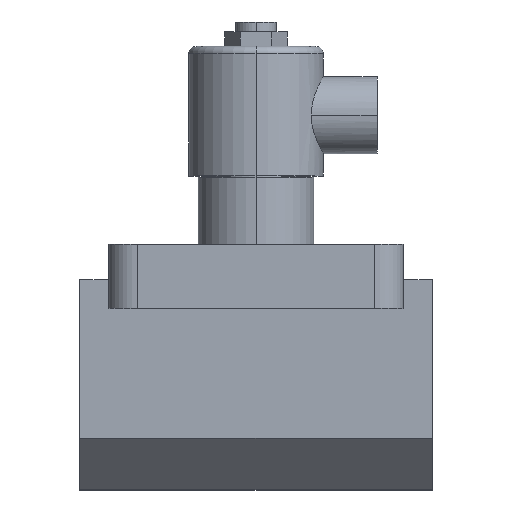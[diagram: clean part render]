
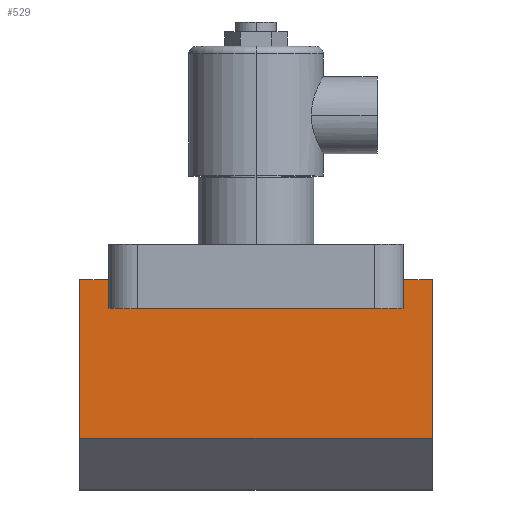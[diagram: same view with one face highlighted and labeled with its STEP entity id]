
A CAD part, top view. The second image highlights one B-rep face of the part: STEP entity #529.
In plain terms, the highlighted planar face has unit normal (0, 0, 1).
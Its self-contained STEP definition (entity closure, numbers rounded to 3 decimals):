
#20 = PLANE ( 'NONE',  #961 ) ;
#141 = DIRECTION ( 'NONE',  ( 0., 0., -1. ) ) ;
#163 = VERTEX_POINT ( 'NONE', #1185 ) ;
#178 = VECTOR ( 'NONE', #843, 1000. ) ;
#202 = EDGE_CURVE ( 'NONE', #163, #1029, #1454, .T. ) ;
#206 = DIRECTION ( 'NONE',  ( 0., -1., 0. ) ) ;
#226 = CARTESIAN_POINT ( 'NONE',  ( -55., -24.8, 27.5 ) ) ;
#282 = CARTESIAN_POINT ( 'NONE',  ( -46., -24.8, 27.5 ) ) ;
#298 = EDGE_CURVE ( 'NONE', #1318, #1204, #369, .T. ) ;
#313 = CARTESIAN_POINT ( 'NONE',  ( 55., -74.3, 27.5 ) ) ;
#369 = LINE ( 'NONE', #1463, #1711 ) ;
#375 = ORIENTED_EDGE ( 'NONE', *, *, #1795, .F. ) ;
#383 = DIRECTION ( 'NONE',  ( -1., 0., 0. ) ) ;
#417 = LINE ( 'NONE', #1691, #1237 ) ;
#449 = DIRECTION ( 'NONE',  ( 0., 1., 0. ) ) ;
#459 = DIRECTION ( 'NONE',  ( 0., 1., 0. ) ) ;
#470 = VERTEX_POINT ( 'NONE', #1221 ) ;
#481 = DIRECTION ( 'NONE',  ( -1., 0., 0. ) ) ;
#529 = ADVANCED_FACE ( 'NONE', ( #1427 ), #20, .F. ) ;
#545 = CARTESIAN_POINT ( 'NONE',  ( 46., -33.8, 27.5 ) ) ;
#573 = LINE ( 'NONE', #712, #178 ) ;
#574 = ORIENTED_EDGE ( 'NONE', *, *, #1517, .T. ) ;
#579 = CARTESIAN_POINT ( 'NONE',  ( 55., -24.8, 27.5 ) ) ;
#646 = CARTESIAN_POINT ( 'NONE',  ( 55., -74.3, 27.5 ) ) ;
#665 = LINE ( 'NONE', #226, #1174 ) ;
#695 = VECTOR ( 'NONE', #383, 1000. ) ;
#712 = CARTESIAN_POINT ( 'NONE',  ( 55., -24.8, 27.5 ) ) ;
#843 = DIRECTION ( 'NONE',  ( -1., 0., 0. ) ) ;
#858 = ORIENTED_EDGE ( 'NONE', *, *, #950, .F. ) ;
#923 = DIRECTION ( 'NONE',  ( 0., -1., 0. ) ) ;
#934 = LINE ( 'NONE', #646, #695 ) ;
#939 = VECTOR ( 'NONE', #481, 1000. ) ;
#950 = EDGE_CURVE ( 'NONE', #1281, #1716, #1703, .T. ) ;
#953 = DIRECTION ( 'NONE',  ( 1., 0., 0. ) ) ;
#961 = AXIS2_PLACEMENT_3D ( 'NONE', #579, #141, #459 ) ;
#967 = ORIENTED_EDGE ( 'NONE', *, *, #1106, .F. ) ;
#979 = CARTESIAN_POINT ( 'NONE',  ( 46., -33.8, 27.5 ) ) ;
#991 = VECTOR ( 'NONE', #449, 1000. ) ;
#1029 = VERTEX_POINT ( 'NONE', #313 ) ;
#1069 = ORIENTED_EDGE ( 'NONE', *, *, #1327, .T. ) ;
#1106 = EDGE_CURVE ( 'NONE', #1029, #470, #934, .T. ) ;
#1118 = ORIENTED_EDGE ( 'NONE', *, *, #202, .F. ) ;
#1174 = VECTOR ( 'NONE', #1330, 1000. ) ;
#1179 = CARTESIAN_POINT ( 'NONE',  ( 55., -24.8, 27.5 ) ) ;
#1185 = CARTESIAN_POINT ( 'NONE',  ( 55., -24.8, 27.5 ) ) ;
#1186 = LINE ( 'NONE', #1179, #939 ) ;
#1204 = VERTEX_POINT ( 'NONE', #1503 ) ;
#1221 = CARTESIAN_POINT ( 'NONE',  ( -55., -74.3, 27.5 ) ) ;
#1237 = VECTOR ( 'NONE', #953, 1000. ) ;
#1262 = EDGE_LOOP ( 'NONE', ( #1355, #1069, #1562, #967, #1118, #574, #858, #375 ) ) ;
#1281 = VERTEX_POINT ( 'NONE', #979 ) ;
#1318 = VERTEX_POINT ( 'NONE', #282 ) ;
#1320 = VECTOR ( 'NONE', #923, 1000. ) ;
#1327 = EDGE_CURVE ( 'NONE', #1318, #1552, #573, .T. ) ;
#1330 = DIRECTION ( 'NONE',  ( 0., -1., 0. ) ) ;
#1341 = CARTESIAN_POINT ( 'NONE',  ( 55., -24.8, 27.5 ) ) ;
#1355 = ORIENTED_EDGE ( 'NONE', *, *, #298, .F. ) ;
#1427 = FACE_OUTER_BOUND ( 'NONE', #1262, .T. ) ;
#1454 = LINE ( 'NONE', #1341, #1320 ) ;
#1463 = CARTESIAN_POINT ( 'NONE',  ( -46., -33.8, 27.5 ) ) ;
#1503 = CARTESIAN_POINT ( 'NONE',  ( -46., -33.8, 27.5 ) ) ;
#1517 = EDGE_CURVE ( 'NONE', #163, #1716, #1186, .T. ) ;
#1552 = VERTEX_POINT ( 'NONE', #1744 ) ;
#1562 = ORIENTED_EDGE ( 'NONE', *, *, #1687, .T. ) ;
#1687 = EDGE_CURVE ( 'NONE', #1552, #470, #665, .T. ) ;
#1691 = CARTESIAN_POINT ( 'NONE',  ( 46., -33.8, 27.5 ) ) ;
#1703 = LINE ( 'NONE', #545, #991 ) ;
#1711 = VECTOR ( 'NONE', #206, 1000. ) ;
#1716 = VERTEX_POINT ( 'NONE', #1798 ) ;
#1744 = CARTESIAN_POINT ( 'NONE',  ( -55., -24.8, 27.5 ) ) ;
#1795 = EDGE_CURVE ( 'NONE', #1204, #1281, #417, .T. ) ;
#1798 = CARTESIAN_POINT ( 'NONE',  ( 46., -24.8, 27.5 ) ) ;
